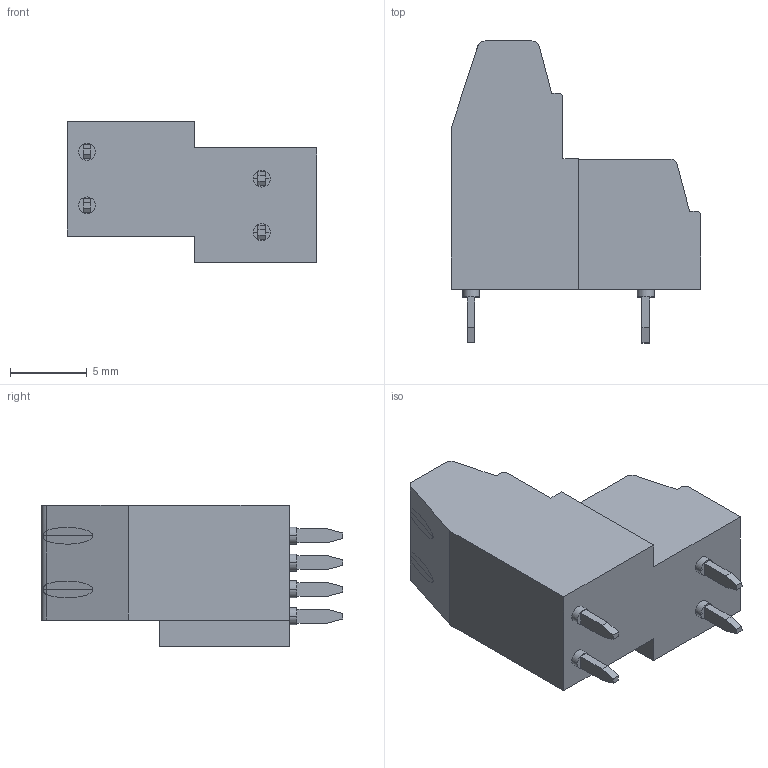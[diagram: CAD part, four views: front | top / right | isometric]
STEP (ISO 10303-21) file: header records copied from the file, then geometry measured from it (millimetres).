
FILE_DESCRIPTION(('SolidDesigner STEP Export'),'1');
FILE_NAME('mkkds_1-2-3.5.stp','2000-06-14T15:06:05',(''),(''), 'SolidDesigner STEP processor Version: 7.0(Mar 1999)for AP214(CD)(Solid Model)', 'CoCreate SolidDesigner: 07.50 21-Dec-99(C) CoCreate Software GmbH','');
FILE_SCHEMA(('AUTOMOTIVE_DESIGN_CC2 {1 2 10303 214 -1 1 5 1}'));
Length unit declared in the file: millimetre
Products named in the file (2): mkkds_1-2-3.5
Assembly tree (1 placements, depth 2):
  mkkds_1-2-3.5
    mkkds_1-2-3.5
Bounding box: 16.3 x 19.7 x 9.25 mm (x, y, z)
Volume: 1299.2 mm3; surface area: 1040.9 mm2
Topology: 1 solids, 1 shells, 225 faces, 575 edges, 372 vertices
Faces by surface type: plane 158, cylinder 67
Entity records: 8362 total; most frequent: CARTESIAN_POINT 1272, ORIENTED_EDGE 1150, DIRECTION 1019, EDGE_CURVE 575, VECTOR 389, LINE 389, VERTEX_POINT 372, AXIS2_PLACEMENT_3D 315
